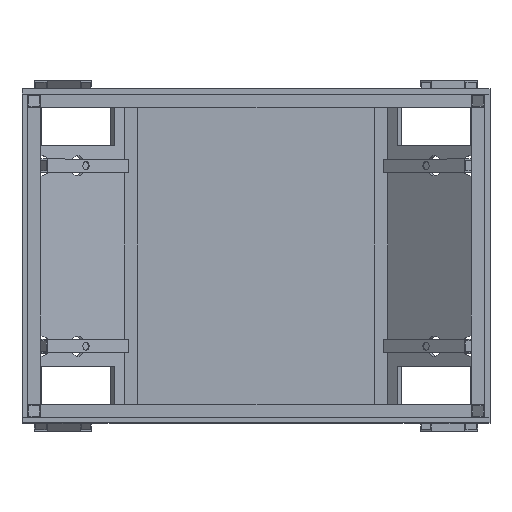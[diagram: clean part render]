
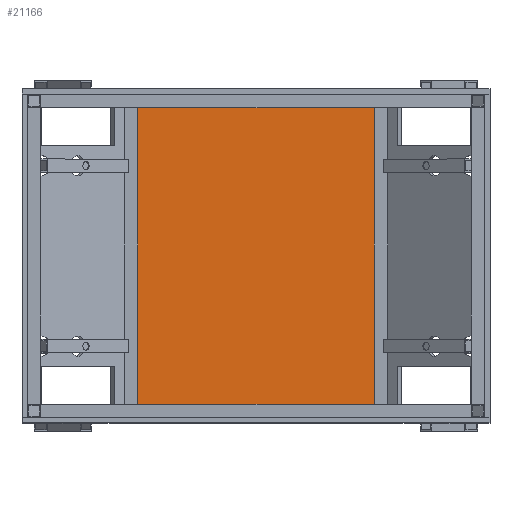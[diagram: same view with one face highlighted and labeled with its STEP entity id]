
A CAD part, top view. The second image highlights one B-rep face of the part: STEP entity #21166.
In plain terms, the highlighted planar face has unit normal (0, 0, 1).
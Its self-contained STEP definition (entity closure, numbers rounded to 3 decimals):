
#978=FACE_OUTER_BOUND('',#2136,.T.);
#2136=EDGE_LOOP('',(#13983,#13984,#13985,#13986));
#3438=LINE('',#29557,#6074);
#3446=LINE('',#29572,#6082);
#3447=LINE('',#29574,#6083);
#3448=LINE('',#29575,#6084);
#6074=VECTOR('',#23918,10.);
#6082=VECTOR('',#23930,10.);
#6083=VECTOR('',#23933,10.);
#6084=VECTOR('',#23934,10.);
#8701=VERTEX_POINT('',#29553);
#8703=VERTEX_POINT('',#29556);
#8707=VERTEX_POINT('',#29568);
#8708=VERTEX_POINT('',#29570);
#10804=EDGE_CURVE('',#8701,#8703,#3438,.T.);
#10812=EDGE_CURVE('',#8707,#8708,#3446,.T.);
#10813=EDGE_CURVE('',#8707,#8701,#3447,.T.);
#10814=EDGE_CURVE('',#8703,#8708,#3448,.T.);
#13983=ORIENTED_EDGE('',*,*,#10813,.F.);
#13984=ORIENTED_EDGE('',*,*,#10812,.T.);
#13985=ORIENTED_EDGE('',*,*,#10814,.F.);
#13986=ORIENTED_EDGE('',*,*,#10804,.F.);
#20226=PLANE('',#22382);
#21166=ADVANCED_FACE('',(#978),#20226,.T.);
#22382=AXIS2_PLACEMENT_3D('',#29573,#23931,#23932);
#23918=DIRECTION('',(0.,1.,0.));
#23930=DIRECTION('',(0.,1.,0.));
#23931=DIRECTION('center_axis',(0.,0.,1.));
#23932=DIRECTION('ref_axis',(1.,0.,0.));
#23933=DIRECTION('',(-1.,0.,0.));
#23934=DIRECTION('',(1.,0.,0.));
#29553=CARTESIAN_POINT('',(152.806,-476.,-21.689));
#29556=CARTESIAN_POINT('',(152.806,8.,-21.689));
#29557=CARTESIAN_POINT('',(152.806,-476.,-21.689));
#29568=CARTESIAN_POINT('',(547.194,-476.,-21.689));
#29570=CARTESIAN_POINT('',(547.194,8.,-21.689));
#29572=CARTESIAN_POINT('',(547.194,-476.,-21.689));
#29573=CARTESIAN_POINT('Origin',(152.806,-476.,-21.689));
#29574=CARTESIAN_POINT('',(547.194,-476.,-21.689));
#29575=CARTESIAN_POINT('',(547.194,8.,-21.689));
